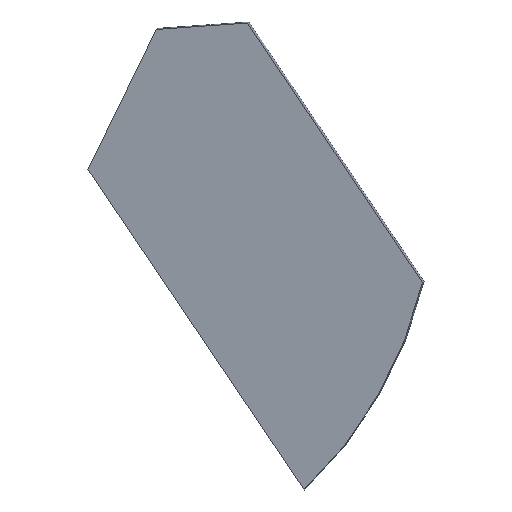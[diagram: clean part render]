
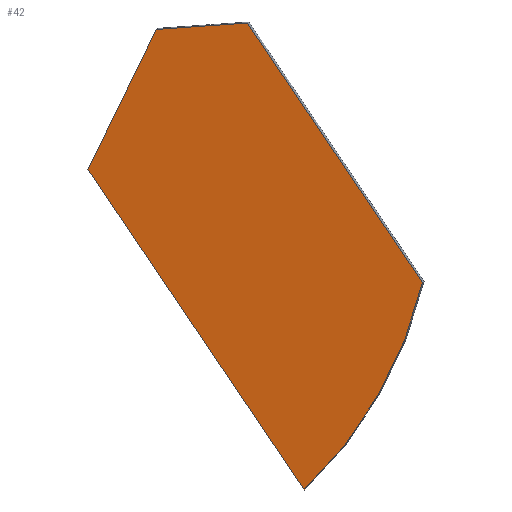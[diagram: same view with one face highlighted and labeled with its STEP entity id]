
A CAD part, top view. The second image highlights one B-rep face of the part: STEP entity #42.
In plain terms, the highlighted planar face has unit normal (-0.115, -0.078, 0.99).
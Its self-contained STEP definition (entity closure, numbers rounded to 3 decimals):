
#37=CIRCLE('',#185,31.);
#42=ADVANCED_FACE('',(#55),#49,.T.);
#49=PLANE('',#186);
#55=FACE_OUTER_BOUND('',#62,.T.);
#62=EDGE_LOOP('',(#79,#80,#81,#82,#83));
#79=ORIENTED_EDGE('',*,*,#112,.T.);
#80=ORIENTED_EDGE('',*,*,#117,.T.);
#81=ORIENTED_EDGE('',*,*,#106,.T.);
#82=ORIENTED_EDGE('',*,*,#118,.T.);
#83=ORIENTED_EDGE('',*,*,#119,.T.);
#96=VERTEX_POINT('',#238);
#97=VERTEX_POINT('',#239);
#102=VERTEX_POINT('',#250);
#103=VERTEX_POINT('',#252);
#105=VERTEX_POINT('',#262);
#106=EDGE_CURVE('',#96,#97,#121,.T.);
#112=EDGE_CURVE('',#103,#102,#127,.T.);
#117=EDGE_CURVE('',#102,#96,#131,.T.);
#118=EDGE_CURVE('',#97,#105,#132,.T.);
#119=EDGE_CURVE('',#105,#103,#37,.T.);
#121=LINE('',#237,#134);
#127=LINE('',#251,#140);
#131=LINE('',#260,#144);
#132=LINE('',#261,#145);
#134=VECTOR('',#198,1.);
#140=VECTOR('',#206,1.);
#144=VECTOR('',#216,1.);
#145=VECTOR('',#217,1.);
#185=AXIS2_PLACEMENT_3D('',#263,#218,#219);
#186=AXIS2_PLACEMENT_3D('',#264,#220,#221);
#198=DIRECTION('',(-0.435,-0.892,-0.121));
#206=DIRECTION('',(-0.559,0.829,0.));
#216=DIRECTION('',(-0.99,-0.069,-0.121));
#217=DIRECTION('',(0.559,-0.829,0.));
#218=DIRECTION('',(-0.115,-0.078,0.99));
#219=DIRECTION('',(0.559,-0.829,0.));
#220=DIRECTION('',(-0.115,-0.078,0.99));
#221=DIRECTION('',(-0.821,-0.554,-0.139));
#237=CARTESIAN_POINT('',(4.379,-1.934,-0.316));
#238=CARTESIAN_POINT('',(10.8,11.232,1.466));
#239=CARTESIAN_POINT('',(5.819,1.019,0.084));
#250=CARTESIAN_POINT('',(17.451,11.697,2.278));
#251=CARTESIAN_POINT('',(30.202,-7.208,2.278));
#252=CARTESIAN_POINT('',(30.202,-7.208,2.278));
#260=CARTESIAN_POINT('',(-0.582,10.436,0.078));
#261=CARTESIAN_POINT('',(4.606,2.818,0.084));
#262=CARTESIAN_POINT('',(21.571,-22.334,0.084));
#263=CARTESIAN_POINT('',(0.225,0.135,-0.638));
#264=CARTESIAN_POINT('',(0.225,0.135,-0.638));
